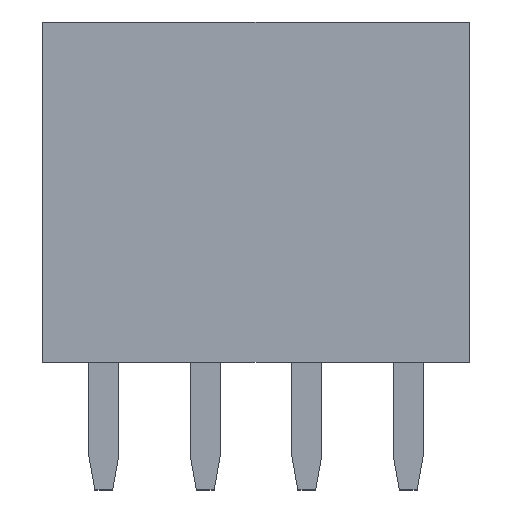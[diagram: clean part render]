
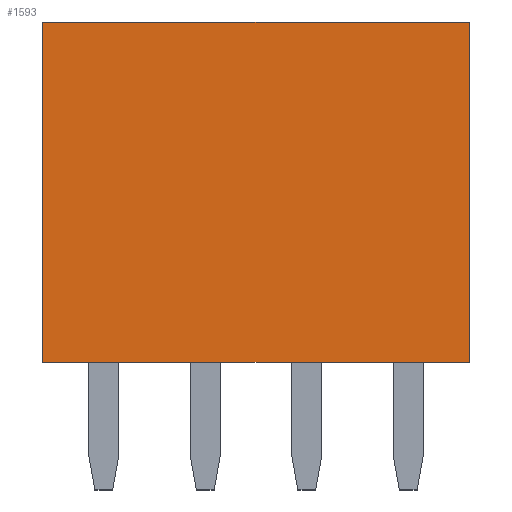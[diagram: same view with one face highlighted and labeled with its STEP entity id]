
A CAD part, top view. The second image highlights one B-rep face of the part: STEP entity #1593.
In plain terms, the highlighted planar face has unit normal (0, 0, 1).
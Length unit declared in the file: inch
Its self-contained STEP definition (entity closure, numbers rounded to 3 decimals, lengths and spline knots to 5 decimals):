
#64=FACE_OUTER_BOUND('',#154,.T.);
#154=EDGE_LOOP('',(#1030,#1031,#1032,#1033));
#252=LINE('',#2251,#452);
#254=LINE('',#2255,#454);
#261=LINE('',#2269,#461);
#262=LINE('',#2270,#462);
#452=VECTOR('',#1819,39.37008);
#454=VECTOR('',#1823,39.37008);
#461=VECTOR('',#1832,39.37008);
#462=VECTOR('',#1833,39.37008);
#652=VERTEX_POINT('',#2248);
#653=VERTEX_POINT('',#2250);
#654=VERTEX_POINT('',#2254);
#660=VERTEX_POINT('',#2268);
#796=EDGE_CURVE('',#653,#652,#252,.T.);
#798=EDGE_CURVE('',#654,#653,#254,.T.);
#805=EDGE_CURVE('',#660,#652,#261,.T.);
#806=EDGE_CURVE('',#654,#660,#262,.T.);
#1030=ORIENTED_EDGE('',*,*,#805,.F.);
#1031=ORIENTED_EDGE('',*,*,#806,.F.);
#1032=ORIENTED_EDGE('',*,*,#798,.T.);
#1033=ORIENTED_EDGE('',*,*,#796,.T.);
#1468=PLANE('',#1701);
#1593=ADVANCED_FACE('',(#64),#1468,.F.);
#1701=AXIS2_PLACEMENT_3D('',#2267,#1830,#1831);
#1819=DIRECTION('',(1.,0.,0.));
#1823=DIRECTION('',(0.,-1.,0.));
#1830=DIRECTION('center_axis',(0.,0.,-1.));
#1831=DIRECTION('ref_axis',(-1.,0.,0.));
#1832=DIRECTION('',(0.,-1.,0.));
#1833=DIRECTION('',(1.,0.,0.));
#2248=CARTESIAN_POINT('',(0.21,0.,0.05));
#2250=CARTESIAN_POINT('',(-0.21,0.,0.05));
#2251=CARTESIAN_POINT('',(-0.21,0.,0.05));
#2254=CARTESIAN_POINT('',(-0.21,0.335,0.05));
#2255=CARTESIAN_POINT('',(-0.21,0.335,0.05));
#2267=CARTESIAN_POINT('Origin',(-0.21,0.335,0.05));
#2268=CARTESIAN_POINT('',(0.21,0.335,0.05));
#2269=CARTESIAN_POINT('',(0.21,0.335,0.05));
#2270=CARTESIAN_POINT('',(0.21,0.335,0.05));
